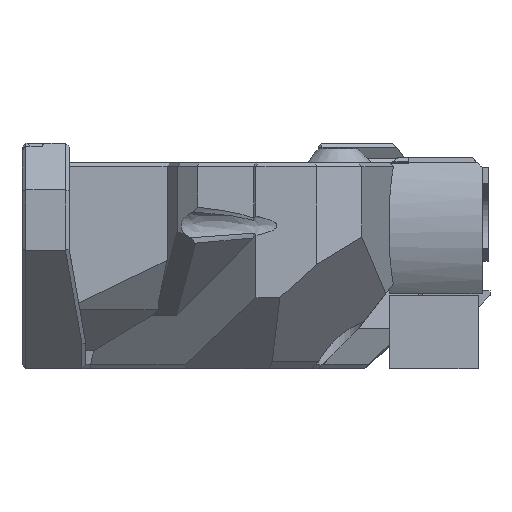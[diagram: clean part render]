
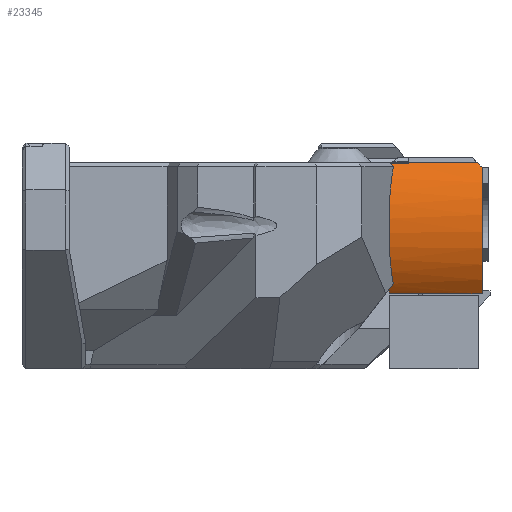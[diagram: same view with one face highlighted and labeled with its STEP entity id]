
A CAD part, left-side view. The second image highlights one B-rep face of the part: STEP entity #23345.
In plain terms, the highlighted cylindrical face has radius 11 mm (diameter 22 mm), a partial arc.
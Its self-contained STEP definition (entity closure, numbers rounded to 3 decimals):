
#344=CIRCLE('',#24505,11.);
#367=CIRCLE('',#24601,11.);
#371=CIRCLE('',#24614,11.);
#372=CIRCLE('',#24617,11.);
#498=ELLIPSE('',#24599,15.556,11.);
#499=ELLIPSE('',#24611,17.577,11.);
#500=ELLIPSE('',#24612,16.069,11.);
#501=ELLIPSE('',#24613,11.363,11.);
#502=ELLIPSE('',#24615,11.363,11.);
#503=ELLIPSE('',#24616,13.915,11.);
#615=CYLINDRICAL_SURFACE('',#24610,11.);
#2494=LINE('',#44558,#4703);
#2605=LINE('',#45086,#4814);
#2607=LINE('',#45102,#4816);
#4703=VECTOR('',#28680,10.);
#4814=VECTOR('',#28993,10.);
#4816=VECTOR('',#29011,10.);
#6639=FACE_OUTER_BOUND('',#7986,.T.);
#7986=EDGE_LOOP('',(#20762,#20763,#20764,#20765,#20766,#20767,#20768,#20769,
#20770,#20771,#20772,#20773,#20774));
#10872=VERTEX_POINT('',#44543);
#10873=VERTEX_POINT('',#44545);
#10875=VERTEX_POINT('',#44556);
#10967=VERTEX_POINT('',#45043);
#10968=VERTEX_POINT('',#45045);
#10970=VERTEX_POINT('',#45051);
#10982=VERTEX_POINT('',#45085);
#10983=VERTEX_POINT('',#45089);
#10984=VERTEX_POINT('',#45091);
#10985=VERTEX_POINT('',#45093);
#10986=VERTEX_POINT('',#45095);
#10987=VERTEX_POINT('',#45097);
#10988=VERTEX_POINT('',#45099);
#14125=EDGE_CURVE('',#10873,#10872,#344,.T.);
#14132=EDGE_CURVE('',#10872,#10875,#2494,.T.);
#14274=EDGE_CURVE('',#10968,#10967,#498,.T.);
#14277=EDGE_CURVE('',#10970,#10968,#367,.T.);
#14294=EDGE_CURVE('',#10970,#10982,#2605,.T.);
#14296=EDGE_CURVE('',#10875,#10983,#499,.T.);
#14297=EDGE_CURVE('',#10983,#10984,#500,.T.);
#14298=EDGE_CURVE('',#10984,#10985,#501,.T.);
#14299=EDGE_CURVE('',#10986,#10985,#371,.T.);
#14300=EDGE_CURVE('',#10986,#10987,#502,.T.);
#14301=EDGE_CURVE('',#10987,#10988,#503,.T.);
#14302=EDGE_CURVE('',#10982,#10988,#372,.T.);
#14303=EDGE_CURVE('',#10967,#10873,#2607,.T.);
#20762=ORIENTED_EDGE('',*,*,#14132,.T.);
#20763=ORIENTED_EDGE('',*,*,#14296,.T.);
#20764=ORIENTED_EDGE('',*,*,#14297,.T.);
#20765=ORIENTED_EDGE('',*,*,#14298,.T.);
#20766=ORIENTED_EDGE('',*,*,#14299,.F.);
#20767=ORIENTED_EDGE('',*,*,#14300,.T.);
#20768=ORIENTED_EDGE('',*,*,#14301,.T.);
#20769=ORIENTED_EDGE('',*,*,#14302,.F.);
#20770=ORIENTED_EDGE('',*,*,#14294,.F.);
#20771=ORIENTED_EDGE('',*,*,#14277,.T.);
#20772=ORIENTED_EDGE('',*,*,#14274,.T.);
#20773=ORIENTED_EDGE('',*,*,#14303,.T.);
#20774=ORIENTED_EDGE('',*,*,#14125,.T.);
#23345=ADVANCED_FACE('',(#6639),#615,.T.);
#24505=AXIS2_PLACEMENT_3D('',#44546,#28666,#28667);
#24599=AXIS2_PLACEMENT_3D('',#45046,#28956,#28957);
#24601=AXIS2_PLACEMENT_3D('',#45052,#28962,#28963);
#24610=AXIS2_PLACEMENT_3D('',#45088,#28995,#28996);
#24611=AXIS2_PLACEMENT_3D('',#45090,#28997,#28998);
#24612=AXIS2_PLACEMENT_3D('',#45092,#28999,#29000);
#24613=AXIS2_PLACEMENT_3D('',#45094,#29001,#29002);
#24614=AXIS2_PLACEMENT_3D('',#45096,#29003,#29004);
#24615=AXIS2_PLACEMENT_3D('',#45098,#29005,#29006);
#24616=AXIS2_PLACEMENT_3D('',#45100,#29007,#29008);
#24617=AXIS2_PLACEMENT_3D('',#45101,#29009,#29010);
#28666=DIRECTION('center_axis',(0.,-1.,0.));
#28667=DIRECTION('ref_axis',(-1.,0.,-0.027));
#28680=DIRECTION('',(0.,1.,0.));
#28956=DIRECTION('center_axis',(0.,0.707,
-0.707));
#28957=DIRECTION('ref_axis',(0.,0.707,0.707));
#28962=DIRECTION('center_axis',(0.,1.,0.));
#28963=DIRECTION('ref_axis',(1.,0.,0.));
#28993=DIRECTION('',(0.,1.,0.));
#28995=DIRECTION('center_axis',(0.,-1.,0.));
#28996=DIRECTION('ref_axis',(-1.,0.,-0.027));
#28997=DIRECTION('center_axis',(0.329,-0.626,0.707));
#28998=DIRECTION('ref_axis',(-0.264,-0.78,-0.567));
#28999=DIRECTION('center_axis',(-0.177,-0.685,0.707));
#29000=DIRECTION('ref_axis',(-0.166,0.729,0.664));
#29001=DIRECTION('center_axis',(-0.251,-0.968,0.));
#29002=DIRECTION('ref_axis',(-0.968,0.251,0.));
#29003=DIRECTION('center_axis',(0.,1.,0.));
#29004=DIRECTION('ref_axis',(1.,0.,0.));
#29005=DIRECTION('center_axis',(-0.251,-0.968,0.));
#29006=DIRECTION('ref_axis',(-0.968,0.251,0.));
#29007=DIRECTION('center_axis',(0.,-0.791,
-0.612));
#29008=DIRECTION('ref_axis',(0.,0.612,-0.791));
#29009=DIRECTION('center_axis',(0.,1.,0.));
#29010=DIRECTION('ref_axis',(1.,0.,0.));
#29011=DIRECTION('',(0.,1.,0.));
#44543=CARTESIAN_POINT('',(-4.625,-7.435,21.129));
#44545=CARTESIAN_POINT('',(-4.552,-7.435,21.23));
#44546=CARTESIAN_POINT('Origin',(4.302,-7.435,14.703));
#44556=CARTESIAN_POINT('',(-4.625,-5.435,21.129));
#44558=CARTESIAN_POINT('',(-4.625,-12.035,21.129));
#45043=CARTESIAN_POINT('',(-4.552,-14.458,21.23));
#45045=CARTESIAN_POINT('',(-4.917,-14.985,20.703));
#45046=CARTESIAN_POINT('Origin',(4.302,-20.985,14.703));
#45051=CARTESIAN_POINT('',(-4.183,-14.985,7.703));
#45052=CARTESIAN_POINT('Origin',(4.302,-14.985,14.703));
#45085=CARTESIAN_POINT('',(-4.183,-5.435,7.703));
#45086=CARTESIAN_POINT('',(-4.183,-6.035,7.703));
#45088=CARTESIAN_POINT('Origin',(4.302,-12.035,14.703));
#45089=CARTESIAN_POINT('',(-4.776,-5.757,20.915));
#45090=CARTESIAN_POINT('Origin',(4.302,-8.001,14.703));
#45091=CARTESIAN_POINT('',(-4.854,-5.855,20.8));
#45092=CARTESIAN_POINT('Origin',(4.302,-14.524,14.703));
#45093=CARTESIAN_POINT('',(-6.477,-5.435,16.897));
#45094=CARTESIAN_POINT('Origin',(4.302,-8.226,14.703));
#45095=CARTESIAN_POINT('',(-6.477,-5.435,12.509));
#45096=CARTESIAN_POINT('Origin',(4.302,-5.435,14.703));
#45097=CARTESIAN_POINT('',(-4.94,-5.833,8.737));
#45098=CARTESIAN_POINT('Origin',(4.302,-8.226,14.703));
#45099=CARTESIAN_POINT('',(-4.587,-5.435,8.224));
#45100=CARTESIAN_POINT('Origin',(4.302,-10.455,14.703));
#45101=CARTESIAN_POINT('Origin',(4.302,-5.435,14.703));
#45102=CARTESIAN_POINT('',(-4.552,-6.035,21.23));
